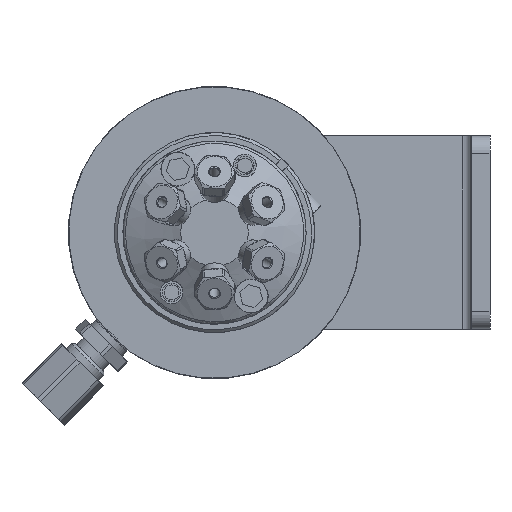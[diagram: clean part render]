
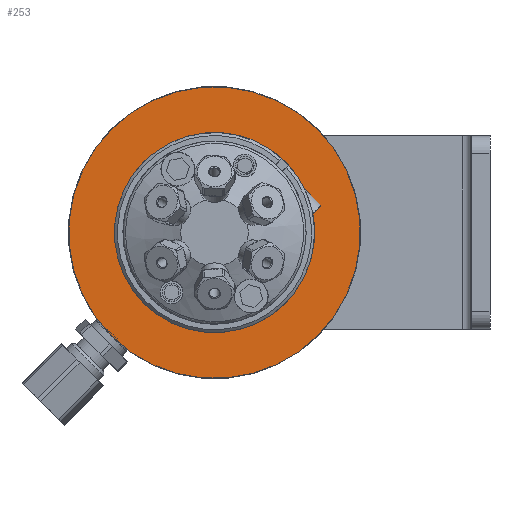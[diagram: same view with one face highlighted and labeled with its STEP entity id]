
A CAD part, left-side view. The second image highlights one B-rep face of the part: STEP entity #253.
In plain terms, the highlighted planar face has unit normal (-1, 0, 0).
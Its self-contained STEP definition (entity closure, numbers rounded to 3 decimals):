
#127=CARTESIAN_POINT('',(-60.9,9.368,-39.129));
#128=VERTEX_POINT('',#127);
#129=CARTESIAN_POINT('',(-60.9,-8.5,-21.26));
#130=DIRECTION('',(-1.0,0.,0.));
#131=DIRECTION('',(0.,0.707,-0.707));
#132=AXIS2_PLACEMENT_3D('',#129,#130,#131);
#133=CIRCLE('',#132,25.27);
#134=EDGE_CURVE('',#128,#128,#133,.T.);
#212=CARTESIAN_POINT('',(-60.9,0.434,-30.194));
#213=DIRECTION('',(-1.0,0.0,0.0));
#214=DIRECTION('',(0.0,0.707,0.707));
#215=AXIS2_PLACEMENT_3D('',#212,#213,#214);
#216=PLANE('',#215);
#217=ORIENTED_EDGE('',*,*,#134,.T.);
#218=EDGE_LOOP('',(#217));
#219=FACE_OUTER_BOUND('',#218,.T.);
#220=CARTESIAN_POINT('',(-60.9,-4.028,-25.732));
#221=VERTEX_POINT('',#220);
#222=CARTESIAN_POINT('',(-60.9,-8.5,-21.26));
#223=DIRECTION('',(1.0,0.,0.));
#224=DIRECTION('',(0.,0.707,-0.707));
#225=AXIS2_PLACEMENT_3D('',#222,#223,#224);
#226=CIRCLE('',#225,6.325);
#227=EDGE_CURVE('',#221,#221,#226,.T.);
#228=ORIENTED_EDGE('',*,*,#227,.T.);
#229=EDGE_LOOP('',(#228));
#230=FACE_BOUND('',#229,.T.);
#231=CARTESIAN_POINT('',(-60.9,-15.96,-28.72));
#232=VERTEX_POINT('',#231);
#233=CARTESIAN_POINT('',(-60.9,-17.481,-30.24));
#234=DIRECTION('',(1.0,0.,0.));
#235=DIRECTION('',(0.,0.707,0.707));
#236=AXIS2_PLACEMENT_3D('',#233,#234,#235);
#237=CIRCLE('',#236,2.15);
#238=EDGE_CURVE('',#232,#232,#237,.T.);
#239=ORIENTED_EDGE('',*,*,#238,.T.);
#240=EDGE_LOOP('',(#239));
#241=FACE_BOUND('',#240,.T.);
#242=CARTESIAN_POINT('',(-60.9,-1.04,-13.8));
#243=VERTEX_POINT('',#242);
#244=CARTESIAN_POINT('',(-60.9,0.48,-12.28));
#245=DIRECTION('',(1.0,0.,0.));
#246=DIRECTION('',(0.,-0.707,-0.707));
#247=AXIS2_PLACEMENT_3D('',#244,#245,#246);
#248=CIRCLE('',#247,2.15);
#249=EDGE_CURVE('',#243,#243,#248,.T.);
#250=ORIENTED_EDGE('',*,*,#249,.T.);
#251=EDGE_LOOP('',(#250));
#252=FACE_BOUND('',#251,.T.);
#253=ADVANCED_FACE('',(#219,#230,#241,#252),#216,.T.);
